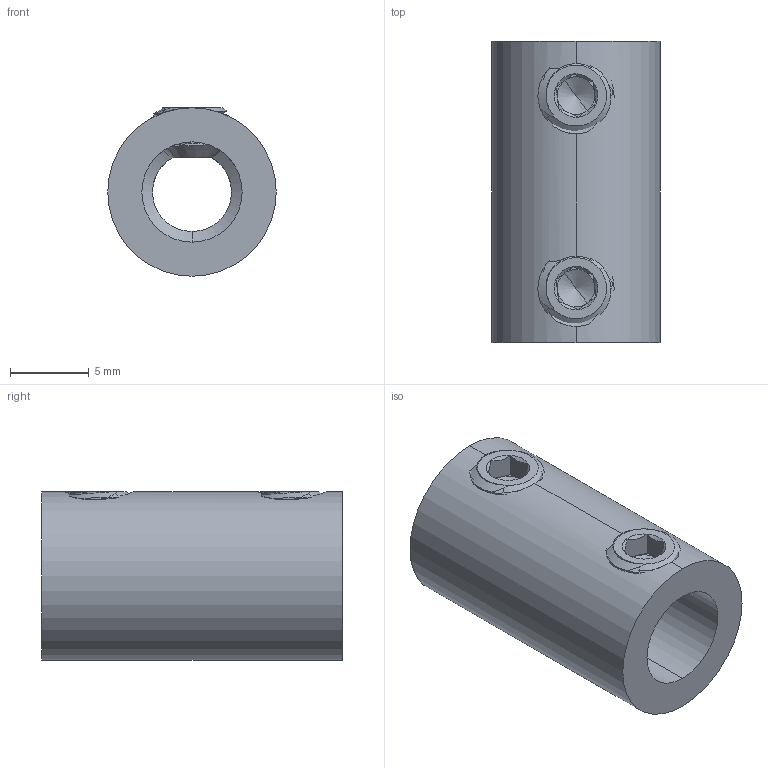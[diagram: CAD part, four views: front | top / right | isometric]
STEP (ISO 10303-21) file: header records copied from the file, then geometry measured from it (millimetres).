
FILE_DESCRIPTION (( 'STEP AP203' ), '1' );
FILE_NAME ('625120 assembly.STEP', '2016-08-25T21:00:59', ( '' ), ( '' ), 'SwSTEP 2.0', 'SolidWorks 2014', '' );
FILE_SCHEMA (( 'CONFIG_CONTROL_DESIGN' ));
Length unit declared in the file: inch
Products named in the file (3): 625120 assembly; 625120; 632134_91375A436
Assembly tree (3 placements, depth 2):
  625120 assembly
    625120
    632134_91375A436  x2
Bounding box: 10.67 x 19.05 x 10.67 mm (x, y, z)
Volume: 1197 mm3; surface area: 1366.7 mm2
Topology: 3 solids, 3 shells, 156 faces, 417 edges, 259 vertices
Faces by surface type: cylinder 73, cone 34, plane 28, bspline 21
Entity records: 10913 total; most frequent: CARTESIAN_POINT 8145, ORIENTED_EDGE 650, DIRECTION 358, EDGE_CURVE 325, VERTEX_POINT 210, AXIS2_PLACEMENT_3D 138, EDGE_LOOP 123, ADVANCED_FACE 118
